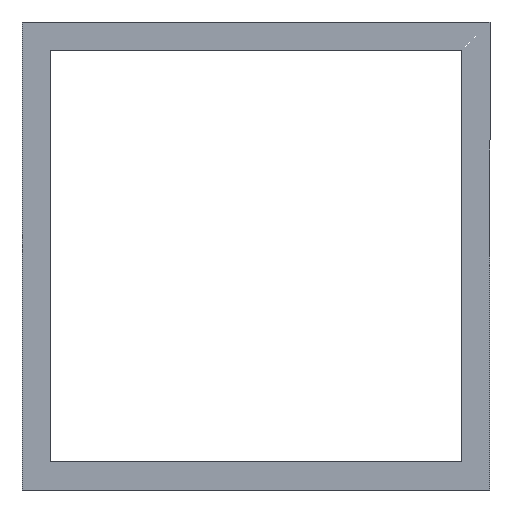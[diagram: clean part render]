
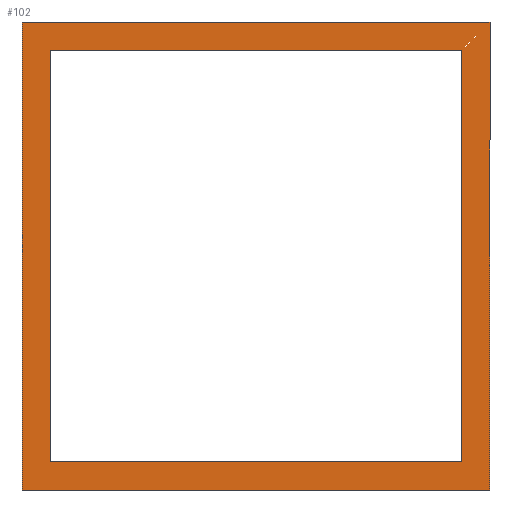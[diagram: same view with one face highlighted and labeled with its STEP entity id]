
A CAD part, front view. The second image highlights one B-rep face of the part: STEP entity #102.
In plain terms, the highlighted planar face has unit normal (0, -1, 0).
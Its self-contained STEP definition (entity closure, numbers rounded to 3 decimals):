
#2 = CARTESIAN_POINT ( 'NONE',  ( -11., -65., 11. ) ) ;
#9 = ORIENTED_EDGE ( 'NONE', *, *, #187, .T. ) ;
#16 = VECTOR ( 'NONE', #236, 1000. ) ;
#23 = VECTOR ( 'NONE', #229, 1000. ) ;
#26 = CARTESIAN_POINT ( 'NONE',  ( -11., -65., -11. ) ) ;
#27 = DIRECTION ( 'NONE',  ( 0., 0., 1. ) ) ;
#30 = DIRECTION ( 'NONE',  ( 0., 1., 0. ) ) ;
#31 = CARTESIAN_POINT ( 'NONE',  ( 12.5, -65., 12.5 ) ) ;
#33 = CARTESIAN_POINT ( 'NONE',  ( 11., -65., -11. ) ) ;
#36 = VERTEX_POINT ( 'NONE', #136 ) ;
#44 = CARTESIAN_POINT ( 'NONE',  ( -12.5, -65., -12.5 ) ) ;
#49 = ORIENTED_EDGE ( 'NONE', *, *, #372, .T. ) ;
#57 = ORIENTED_EDGE ( 'NONE', *, *, #290, .F. ) ;
#58 = PLANE ( 'NONE',  #86 ) ;
#66 = VECTOR ( 'NONE', #292, 1000. ) ;
#67 = CARTESIAN_POINT ( 'NONE',  ( -12.5, -65., 12.5 ) ) ;
#69 = VERTEX_POINT ( 'NONE', #44 ) ;
#71 = LINE ( 'NONE', #2, #330 ) ;
#74 = ORIENTED_EDGE ( 'NONE', *, *, #139, .T. ) ;
#86 = AXIS2_PLACEMENT_3D ( 'NONE', #280, #30, #27 ) ;
#89 = CARTESIAN_POINT ( 'NONE',  ( -12.5, -65., -12.5 ) ) ;
#95 = LINE ( 'NONE', #26, #261 ) ;
#97 = EDGE_CURVE ( 'NONE', #69, #322, #325, .T. ) ;
#102 = ADVANCED_FACE ( 'NONE', ( #317, #223 ), #58, .F. ) ;
#108 = LINE ( 'NONE', #33, #23 ) ;
#118 = DIRECTION ( 'NONE',  ( -1., 0., 0. ) ) ;
#119 = VECTOR ( 'NONE', #241, 1000. ) ;
#124 = DIRECTION ( 'NONE',  ( 0., 0., -1. ) ) ;
#125 = CARTESIAN_POINT ( 'NONE',  ( -11., -65., 11. ) ) ;
#132 = VERTEX_POINT ( 'NONE', #307 ) ;
#136 = CARTESIAN_POINT ( 'NONE',  ( -11., -65., -11. ) ) ;
#139 = EDGE_CURVE ( 'NONE', #337, #207, #71, .T. ) ;
#140 = DIRECTION ( 'NONE',  ( 1., 0., 0. ) ) ;
#142 = CARTESIAN_POINT ( 'NONE',  ( -12.5, -65., 12.5 ) ) ;
#157 = LINE ( 'NONE', #89, #66 ) ;
#162 = EDGE_CURVE ( 'NONE', #322, #293, #274, .T. ) ;
#170 = CARTESIAN_POINT ( 'NONE',  ( 11., -65., 11. ) ) ;
#173 = LINE ( 'NONE', #177, #230 ) ;
#177 = CARTESIAN_POINT ( 'NONE',  ( 12.5, -65., -12.5 ) ) ;
#182 = ORIENTED_EDGE ( 'NONE', *, *, #362, .F. ) ;
#187 = EDGE_CURVE ( 'NONE', #36, #337, #95, .T. ) ;
#207 = VERTEX_POINT ( 'NONE', #170 ) ;
#211 = EDGE_LOOP ( 'NONE', ( #182, #373, #244, #57 ) ) ;
#220 = CARTESIAN_POINT ( 'NONE',  ( 12.5, -65., -12.5 ) ) ;
#223 = FACE_OUTER_BOUND ( 'NONE', #211, .T. ) ;
#229 = DIRECTION ( 'NONE',  ( 0., 0., -1. ) ) ;
#230 = VECTOR ( 'NONE', #124, 1000. ) ;
#236 = DIRECTION ( 'NONE',  ( 0., 0., 1. ) ) ;
#239 = LINE ( 'NONE', #352, #365 ) ;
#241 = DIRECTION ( 'NONE',  ( 1., 0., 0. ) ) ;
#244 = ORIENTED_EDGE ( 'NONE', *, *, #97, .F. ) ;
#246 = DIRECTION ( 'NONE',  ( 0., 0., 1. ) ) ;
#261 = VECTOR ( 'NONE', #246, 1000. ) ;
#262 = EDGE_CURVE ( 'NONE', #207, #132, #108, .T. ) ;
#268 = ORIENTED_EDGE ( 'NONE', *, *, #262, .T. ) ;
#274 = LINE ( 'NONE', #142, #119 ) ;
#280 = CARTESIAN_POINT ( 'NONE',  ( 0., -65., 0. ) ) ;
#290 = EDGE_CURVE ( 'NONE', #364, #69, #157, .T. ) ;
#292 = DIRECTION ( 'NONE',  ( -1., 0., 0. ) ) ;
#293 = VERTEX_POINT ( 'NONE', #31 ) ;
#307 = CARTESIAN_POINT ( 'NONE',  ( 11., -65., -11. ) ) ;
#315 = EDGE_LOOP ( 'NONE', ( #268, #49, #9, #74 ) ) ;
#317 = FACE_BOUND ( 'NONE', #315, .T. ) ;
#322 = VERTEX_POINT ( 'NONE', #67 ) ;
#325 = LINE ( 'NONE', #335, #16 ) ;
#330 = VECTOR ( 'NONE', #140, 1000. ) ;
#335 = CARTESIAN_POINT ( 'NONE',  ( -12.5, -65., -12.5 ) ) ;
#337 = VERTEX_POINT ( 'NONE', #125 ) ;
#352 = CARTESIAN_POINT ( 'NONE',  ( -11., -65., -11. ) ) ;
#362 = EDGE_CURVE ( 'NONE', #293, #364, #173, .T. ) ;
#364 = VERTEX_POINT ( 'NONE', #220 ) ;
#365 = VECTOR ( 'NONE', #118, 1000. ) ;
#372 = EDGE_CURVE ( 'NONE', #132, #36, #239, .T. ) ;
#373 = ORIENTED_EDGE ( 'NONE', *, *, #162, .F. ) ;
